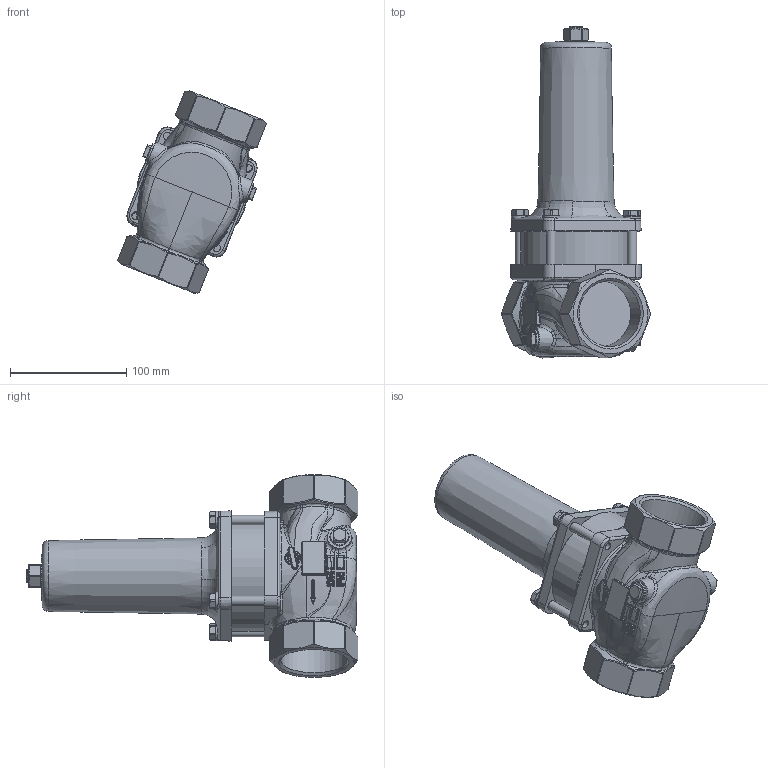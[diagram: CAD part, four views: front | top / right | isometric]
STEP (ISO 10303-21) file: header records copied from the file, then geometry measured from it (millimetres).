
FILE_DESCRIPTION(/* description */ (''),/* implementation_level */ '2;1');
FILE_NAME(/* name */ '072507.stp',/* time_stamp */ '2014-09-11T15:34:28+02:00',/* author */ ('powierski'),/* organization */ (''),/* preprocessor_version */ 'ST-DEVELOPER v15.2',/* originating_system */ 'Autodesk Inventor 2014',/* authorisation */ '');
FILE_SCHEMA (('AUTOMOTIVE_DESIGN { 1 0 10303 214 3 1 1 }'));
Length unit declared in the file: millimetre
Products named in the file (1): 072507_Shrinkwrap_1
Bounding box: 128.01 x 284.87 x 174.17 mm (x, y, z)
Volume: 1605397 mm3; surface area: 173918.4 mm2
Topology: 16 solids, 16 shells, 1347 faces, 3182 edges, 1848 vertices
Faces by surface type: bspline 636, cylinder 265, plane 252, cone 101, torus 49, sphere 44
Full cylindrical faces by diameter (mm): 4 x6, 6.647 x4, 8 x4, 8.5 x4, 10 x4, 11 x2, 12 x2, 13.16 x2, 16.5 x2, 20 x2, 56.7 x2, 68.64 x1, 73.14 x2, 75 x1, 78.1 x1, 83.4 x2, 83.5 x1, 95 x1
Entity records: 67677 total; most frequent: CARTESIAN_POINT 40803, ORIENTED_EDGE 6024, DIRECTION 3872, EDGE_CURVE 3012, VERTEX_POINT 1820, AXIS2_PLACEMENT_3D 1662, EDGE_LOOP 1476, B_SPLINE_CURVE_WITH_KNOTS 1398
